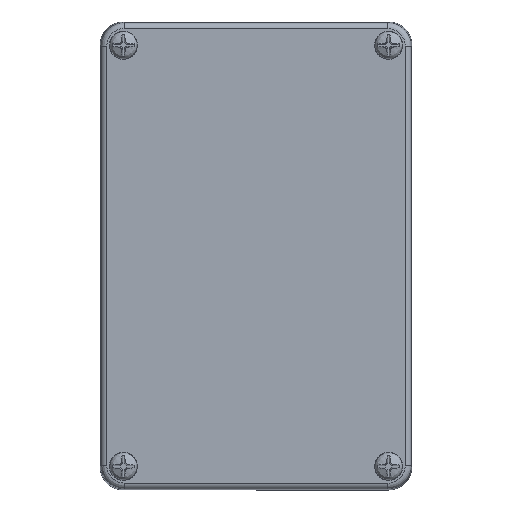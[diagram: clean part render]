
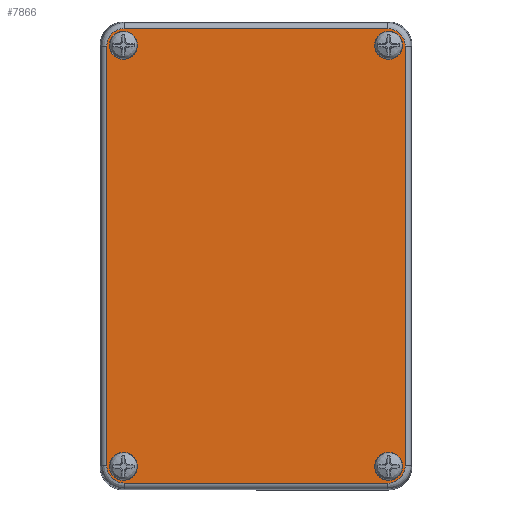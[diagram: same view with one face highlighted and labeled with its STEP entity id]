
A CAD part, top view. The second image highlights one B-rep face of the part: STEP entity #7866.
In plain terms, the highlighted face is planar.
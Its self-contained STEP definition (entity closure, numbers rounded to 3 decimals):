
#369=ELLIPSE('',#8416,0.45,0.45);
#372=ELLIPSE('',#8420,0.45,0.45);
#373=ELLIPSE('',#8426,0.45,0.45);
#376=ELLIPSE('',#8430,0.45,0.45);
#445=LINE('',#11898,#973);
#447=LINE('',#12016,#975);
#450=LINE('',#12023,#978);
#451=LINE('',#12135,#979);
#973=VECTOR('',#9425,6.754);
#975=VECTOR('',#9445,10.754);
#978=VECTOR('',#9452,10.754);
#979=VECTOR('',#9467,6.754);
#1507=PLANE('',#8438);
#1722=FACE_BOUND('',#2372,.T.);
#1723=FACE_BOUND('',#2373,.T.);
#1724=FACE_BOUND('',#2374,.T.);
#1725=FACE_BOUND('',#2375,.T.);
#1849=FACE_OUTER_BOUND('',#2371,.T.);
#2371=EDGE_LOOP('',(#5443,#5444,#5445,#5446,#5447,#5448,#5449,#5450));
#2372=EDGE_LOOP('',(#5451));
#2373=EDGE_LOOP('',(#5452));
#2374=EDGE_LOOP('',(#5453));
#2375=EDGE_LOOP('',(#5454));
#2963=CIRCLE('',#8389,0.36);
#2967=CIRCLE('',#8395,0.36);
#2971=CIRCLE('',#8401,0.36);
#2975=CIRCLE('',#8407,0.36);
#3419=VERTEX_POINT('',#11857);
#3423=VERTEX_POINT('',#11867);
#3427=VERTEX_POINT('',#11877);
#3431=VERTEX_POINT('',#11887);
#3433=VERTEX_POINT('',#11895);
#3434=VERTEX_POINT('',#11897);
#3437=VERTEX_POINT('',#11953);
#3438=VERTEX_POINT('',#12007);
#3441=VERTEX_POINT('',#12014);
#3442=VERTEX_POINT('',#12019);
#3445=VERTEX_POINT('',#12075);
#3446=VERTEX_POINT('',#12129);
#4190=EDGE_CURVE('',#3419,#3419,#2963,.T.);
#4194=EDGE_CURVE('',#3423,#3423,#2967,.T.);
#4198=EDGE_CURVE('',#3427,#3427,#2971,.T.);
#4202=EDGE_CURVE('',#3431,#3431,#2975,.T.);
#4204=EDGE_CURVE('',#3433,#3434,#445,.T.);
#4208=EDGE_CURVE('',#3437,#3433,#369,.T.);
#4212=EDGE_CURVE('',#3434,#3438,#372,.T.);
#4214=EDGE_CURVE('',#3441,#3437,#447,.T.);
#4218=EDGE_CURVE('',#3438,#3442,#450,.T.);
#4220=EDGE_CURVE('',#3445,#3441,#373,.T.);
#4224=EDGE_CURVE('',#3442,#3446,#376,.T.);
#4225=EDGE_CURVE('',#3446,#3445,#451,.T.);
#5443=ORIENTED_EDGE('',*,*,#4204,.F.);
#5444=ORIENTED_EDGE('',*,*,#4208,.F.);
#5445=ORIENTED_EDGE('',*,*,#4214,.F.);
#5446=ORIENTED_EDGE('',*,*,#4220,.F.);
#5447=ORIENTED_EDGE('',*,*,#4225,.F.);
#5448=ORIENTED_EDGE('',*,*,#4224,.F.);
#5449=ORIENTED_EDGE('',*,*,#4218,.F.);
#5450=ORIENTED_EDGE('',*,*,#4212,.F.);
#5451=ORIENTED_EDGE('',*,*,#4202,.T.);
#5452=ORIENTED_EDGE('',*,*,#4198,.T.);
#5453=ORIENTED_EDGE('',*,*,#4194,.T.);
#5454=ORIENTED_EDGE('',*,*,#4190,.T.);
#7866=ADVANCED_FACE('',(#1849,#1722,#1723,#1724,#1725),#1507,.T.);
#8389=AXIS2_PLACEMENT_3D('',#11858,#9375,#9376);
#8395=AXIS2_PLACEMENT_3D('',#11868,#9387,#9388);
#8401=AXIS2_PLACEMENT_3D('',#11878,#9399,#9400);
#8407=AXIS2_PLACEMENT_3D('',#11888,#9411,#9412);
#8416=AXIS2_PLACEMENT_3D('',#11955,#9431,#9432);
#8420=AXIS2_PLACEMENT_3D('',#12011,#9439,#9440);
#8426=AXIS2_PLACEMENT_3D('',#12077,#9455,#9456);
#8430=AXIS2_PLACEMENT_3D('',#12133,#9463,#9464);
#8438=AXIS2_PLACEMENT_3D('',#12155,#9488,#9489);
#9375=DIRECTION('center_axis',(1.,0.,0.));
#9376=DIRECTION('ref_axis',(0.,0.,1.));
#9387=DIRECTION('center_axis',(1.,0.,0.));
#9388=DIRECTION('ref_axis',(0.,0.,1.));
#9399=DIRECTION('center_axis',(1.,0.,0.));
#9400=DIRECTION('ref_axis',(0.,0.,1.));
#9411=DIRECTION('center_axis',(1.,0.,0.));
#9412=DIRECTION('ref_axis',(0.,0.,1.));
#9425=DIRECTION('',(0.,0.,1.));
#9431=DIRECTION('center_axis',(1.,0.,0.));
#9432=DIRECTION('ref_axis',(0.,0.707,-0.707));
#9439=DIRECTION('center_axis',(1.,0.,0.));
#9440=DIRECTION('ref_axis',(0.,0.707,0.707));
#9445=DIRECTION('',(0.,1.,0.));
#9452=DIRECTION('',(0.,-1.,0.));
#9455=DIRECTION('center_axis',(1.,0.,0.));
#9456=DIRECTION('ref_axis',(0.,-0.707,-0.707));
#9463=DIRECTION('center_axis',(1.,0.,0.));
#9464=DIRECTION('ref_axis',(0.,-0.707,0.707));
#9467=DIRECTION('',(0.,0.,-1.));
#9488=DIRECTION('center_axis',(-1.,0.,0.));
#9489=DIRECTION('ref_axis',(0.,0.,1.));
#11857=CARTESIAN_POINT('',(53.939,42.289,7.04));
#11858=CARTESIAN_POINT('Origin',(53.939,42.289,7.4));
#11867=CARTESIAN_POINT('',(53.939,42.289,0.24));
#11868=CARTESIAN_POINT('Origin',(53.939,42.289,0.6));
#11877=CARTESIAN_POINT('',(53.939,31.489,7.04));
#11878=CARTESIAN_POINT('Origin',(53.939,31.489,7.4));
#11887=CARTESIAN_POINT('',(53.939,31.489,0.24));
#11888=CARTESIAN_POINT('Origin',(53.939,31.489,0.6));
#11895=CARTESIAN_POINT('',(53.939,42.716,0.623));
#11897=CARTESIAN_POINT('',(53.939,42.716,7.377));
#11898=CARTESIAN_POINT('',(53.939,42.716,0.623));
#11953=CARTESIAN_POINT('',(53.939,42.266,0.173));
#11955=CARTESIAN_POINT('Origin',(53.939,42.266,0.623));
#12007=CARTESIAN_POINT('',(53.939,42.266,7.827));
#12011=CARTESIAN_POINT('Origin',(53.939,42.266,7.377));
#12014=CARTESIAN_POINT('',(53.939,31.512,0.173));
#12016=CARTESIAN_POINT('',(53.939,31.512,0.173));
#12019=CARTESIAN_POINT('',(53.939,31.512,7.827));
#12023=CARTESIAN_POINT('',(53.939,42.266,7.827));
#12075=CARTESIAN_POINT('',(53.939,31.062,0.623));
#12077=CARTESIAN_POINT('Origin',(53.939,31.512,0.623));
#12129=CARTESIAN_POINT('',(53.939,31.062,7.377));
#12133=CARTESIAN_POINT('Origin',(53.939,31.512,7.377));
#12135=CARTESIAN_POINT('',(53.939,31.062,7.377));
#12155=CARTESIAN_POINT('Origin',(53.939,30.914,0.));
